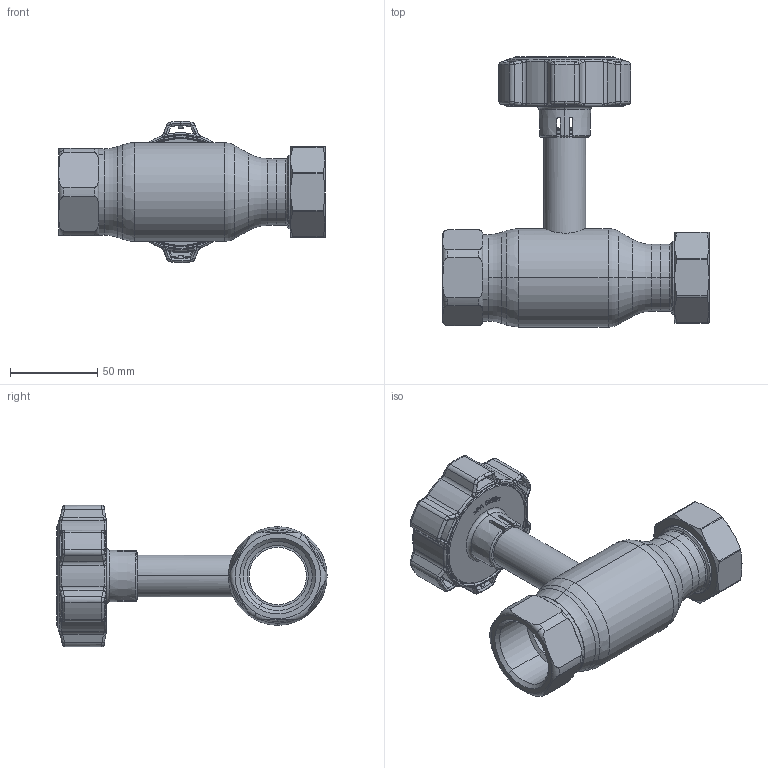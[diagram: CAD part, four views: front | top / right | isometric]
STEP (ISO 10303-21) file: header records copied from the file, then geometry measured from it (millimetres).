
FILE_DESCRIPTION (( 'STEP AP214' ), '1' );
FILE_NAME ('1032002201-1200.step', '2024-01-16T11:15:36', ( '' ), ( '' ), 'SwSTEP 2.0', 'SolidWorks 2021', '' );
FILE_SCHEMA (( 'AUTOMOTIVE_DESIGN' ));
Length unit declared in the file: millimetre
Products named in the file (1): 1032002201-1200
Bounding box: 152.8 x 154.8 x 81 mm (x, y, z)
Surface area: 69611.4 mm2 (no closed solid volume)
Topology: 0 solids, 28 shells, 604 faces, 1757 edges, 1156 vertices
Faces by surface type: bspline 177, cylinder 152, plane 122, cone 85, torus 68
Entity records: 37065 total; most frequent: CARTESIAN_POINT 16349, ORIENTED_EDGE 3080, DIRECTION 2437, EDGE_CURVE 1757, VERTEX_POINT 1156, AXIS2_PLACEMENT_3D 958, B_SPLINE_CURVE_WITH_KNOTS 658, EDGE_LOOP 639
